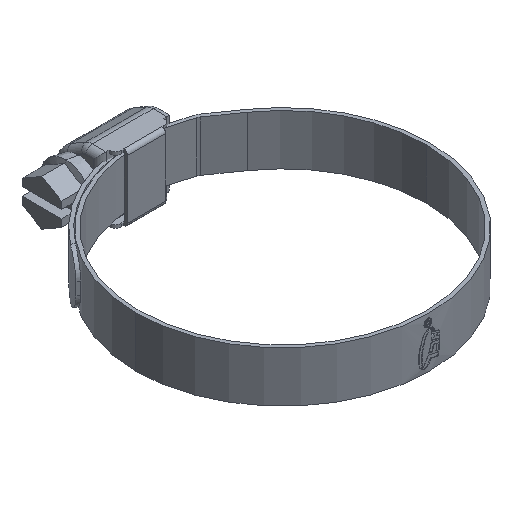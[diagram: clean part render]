
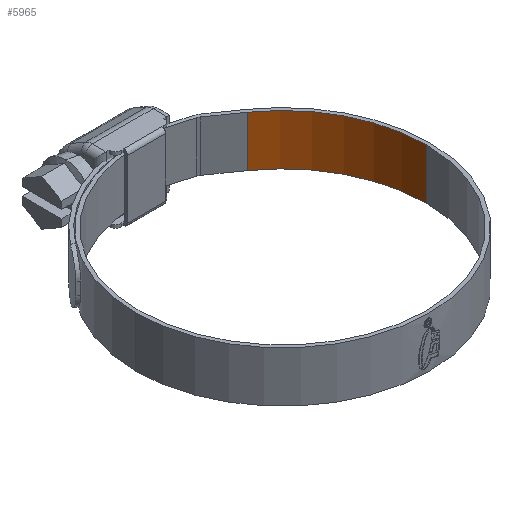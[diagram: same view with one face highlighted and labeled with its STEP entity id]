
A CAD part, isometric view. The second image highlights one B-rep face of the part: STEP entity #5965.
In plain terms, the highlighted cylindrical face has radius 22.5 mm (diameter 45 mm), a partial arc.
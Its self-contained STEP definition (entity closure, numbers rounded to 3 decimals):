
#215 = DIRECTION ( 'NONE',  ( 0., 0., -1. ) ) ;
#287 = ORIENTED_EDGE ( 'NONE', *, *, #5021, .F. ) ;
#499 = CARTESIAN_POINT ( 'NONE',  ( 22.5, 0., 3.96 ) ) ;
#595 = ORIENTED_EDGE ( 'NONE', *, *, #1644, .F. ) ;
#806 = LINE ( 'NONE', #3390, #4599 ) ;
#890 = AXIS2_PLACEMENT_3D ( 'NONE', #6321, #6829, #2875 ) ;
#906 = AXIS2_PLACEMENT_3D ( 'NONE', #1556, #3736, #4322 ) ;
#1309 = DIRECTION ( 'NONE',  ( 0., 0., -1. ) ) ;
#1556 = CARTESIAN_POINT ( 'NONE',  ( 0., 0., 3.96 ) ) ;
#1636 = CARTESIAN_POINT ( 'NONE',  ( 0., 0., -3.96 ) ) ;
#1644 = EDGE_CURVE ( 'NONE', #6959, #5602, #806, .T. ) ;
#1820 = EDGE_CURVE ( 'NONE', #6959, #6693, #2488, .T. ) ;
#2176 = EDGE_LOOP ( 'NONE', ( #595, #3281, #3918, #287 ) ) ;
#2198 = VERTEX_POINT ( 'NONE', #4631 ) ;
#2488 = CIRCLE ( 'NONE', #890, 22.5 ) ;
#2698 = FACE_OUTER_BOUND ( 'NONE', #2176, .T. ) ;
#2783 = DIRECTION ( 'NONE',  ( 0., 0., 1. ) ) ;
#2875 = DIRECTION ( 'NONE',  ( 1., 0., 0. ) ) ;
#3134 = CYLINDRICAL_SURFACE ( 'NONE', #906, 22.5 ) ;
#3281 = ORIENTED_EDGE ( 'NONE', *, *, #1820, .T. ) ;
#3390 = CARTESIAN_POINT ( 'NONE',  ( 22.5, 0., 3.96 ) ) ;
#3552 = AXIS2_PLACEMENT_3D ( 'NONE', #1636, #2783, #3819 ) ;
#3736 = DIRECTION ( 'NONE',  ( 0., 0., -1. ) ) ;
#3819 = DIRECTION ( 'NONE',  ( 1., 0., 0. ) ) ;
#3918 = ORIENTED_EDGE ( 'NONE', *, *, #6472, .T. ) ;
#4087 = CARTESIAN_POINT ( 'NONE',  ( 12.905, 18.431, 3.96 ) ) ;
#4118 = CARTESIAN_POINT ( 'NONE',  ( 22.5, 0., -3.96 ) ) ;
#4322 = DIRECTION ( 'NONE',  ( -1., 0., 0. ) ) ;
#4441 = CARTESIAN_POINT ( 'NONE',  ( 12.905, 18.431, 3.96 ) ) ;
#4488 = CIRCLE ( 'NONE', #3552, 22.5 ) ;
#4599 = VECTOR ( 'NONE', #1309, 1000. ) ;
#4631 = CARTESIAN_POINT ( 'NONE',  ( 12.905, 18.431, -3.96 ) ) ;
#5021 = EDGE_CURVE ( 'NONE', #5602, #2198, #4488, .T. ) ;
#5177 = LINE ( 'NONE', #4087, #5200 ) ;
#5200 = VECTOR ( 'NONE', #215, 1000. ) ;
#5602 = VERTEX_POINT ( 'NONE', #4118 ) ;
#5965 = ADVANCED_FACE ( 'NONE', ( #2698 ), #3134, .F. ) ;
#6321 = CARTESIAN_POINT ( 'NONE',  ( 0., 0., 3.96 ) ) ;
#6472 = EDGE_CURVE ( 'NONE', #6693, #2198, #5177, .T. ) ;
#6693 = VERTEX_POINT ( 'NONE', #4441 ) ;
#6829 = DIRECTION ( 'NONE',  ( 0., 0., 1. ) ) ;
#6959 = VERTEX_POINT ( 'NONE', #499 ) ;
